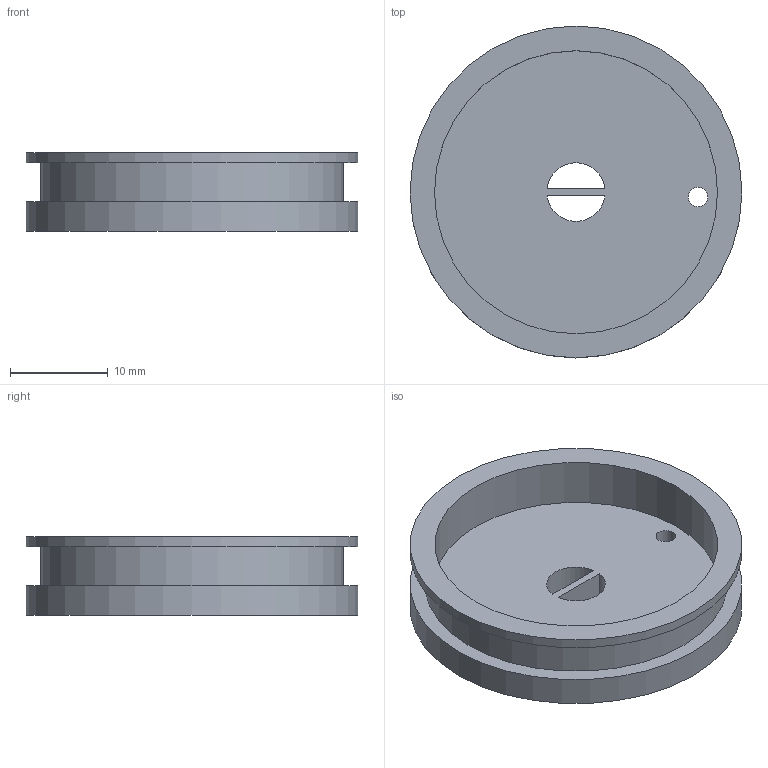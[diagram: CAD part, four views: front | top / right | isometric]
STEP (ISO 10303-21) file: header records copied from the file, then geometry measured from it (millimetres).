
FILE_DESCRIPTION(/* description */ (''),/* implementation_level */ '2;1');
FILE_NAME(/* name */ 'StringHolder.step',/* time_stamp */ '2022-11-17T17:39:54-05:00',/* author */ (''),/* organization */ (''),/* preprocessor_version */ 'ST-DEVELOPER v19.2',/* originating_system */ 'Autodesk Translation Framework v11.17.0.187',/* authorisation */ '');
FILE_SCHEMA (('AUTOMOTIVE_DESIGN { 1 0 10303 214 3 1 1 }'));
Length unit declared in the file: millimetre
Products named in the file (1): Spool
Bounding box: 34 x 34 x 8 mm (x, y, z)
Volume: 3268.3 mm3; surface area: 3447.3 mm2
Topology: 1 solids, 1 shells, 18 faces, 39 edges, 26 vertices
Faces by surface type: plane 11, cylinder 7
Full cylindrical faces by diameter (mm): 2 x1, 29 x1, 31 x1, 34 x2
Entity records: 542 total; most frequent: DIRECTION 91, CARTESIAN_POINT 84, ORIENTED_EDGE 78, EDGE_CURVE 39, AXIS2_PLACEMENT_3D 33, EDGE_LOOP 27, VERTEX_POINT 26, LINE 25
